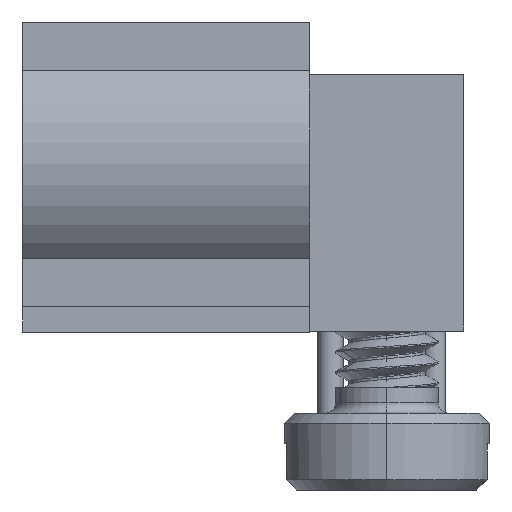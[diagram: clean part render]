
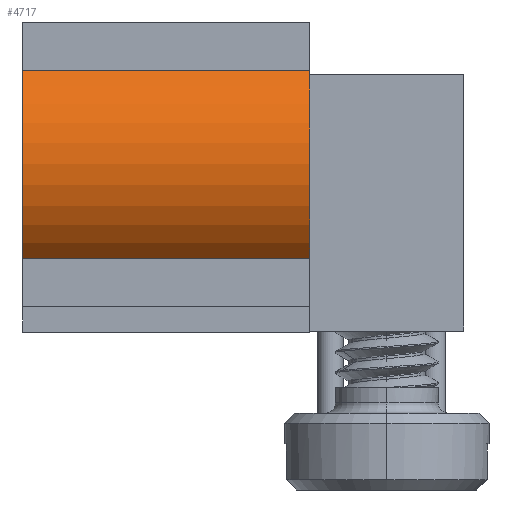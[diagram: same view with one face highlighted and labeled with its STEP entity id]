
A CAD part, left-side view. The second image highlights one B-rep face of the part: STEP entity #4717.
In plain terms, the highlighted cylindrical face has radius 2.5 mm (diameter 5 mm), a partial arc.
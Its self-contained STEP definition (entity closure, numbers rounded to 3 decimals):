
#80=CARTESIAN_POINT('',(-7.5,3.4,0.));
#81=DIRECTION('',(0.,-1.,0.));
#82=DIRECTION('',(-0.68,0.,0.733));
#83=AXIS2_PLACEMENT_3D('',#80,#81,#82);
#566=CARTESIAN_POINT('',(-7.5,-2.2,0.));
#567=DIRECTION('',(0.,-1.,0.));
#568=DIRECTION('',(-0.68,0.,0.733));
#569=AXIS2_PLACEMENT_3D('',#566,#567,#568);
#2335=DIRECTION('',(0.,-1.,0.));
#2336=VECTOR('',#2335,5.6);
#2337=CARTESIAN_POINT('',(-9.2,3.4,1.833));
#2338=LINE('',#2337,#2336);
#2342=DIRECTION('',(0.,-1.,0.));
#2343=VECTOR('',#2342,5.6);
#2344=CARTESIAN_POINT('',(-9.2,3.4,-1.833));
#2345=LINE('',#2344,#2343);
#2659=CARTESIAN_POINT('',(-9.2,3.4,1.833));
#2661=VERTEX_POINT('',#2659);
#2662=CARTESIAN_POINT('',(-9.2,3.4,-1.833));
#2663=VERTEX_POINT('',#2662);
#2668=CARTESIAN_POINT('',(-9.2,-2.2,1.833));
#2669=VERTEX_POINT('',#2668);
#2670=CARTESIAN_POINT('',(-9.2,-2.2,-1.833));
#2671=VERTEX_POINT('',#2670);
#4705=CARTESIAN_POINT('',(-7.5,3.4,0.));
#4706=DIRECTION('',(0.,-1.,0.));
#4707=DIRECTION('',(-1.,0.,0.));
#4708=AXIS2_PLACEMENT_3D('',#4705,#4706,#4707);
#4709=CYLINDRICAL_SURFACE('',#4708,2.5);
#4710=ORIENTED_EDGE('',*,*,#2783,.F.);
#4711=ORIENTED_EDGE('',*,*,#4700,.T.);
#4712=ORIENTED_EDGE('',*,*,#3105,.T.);
#4714=ORIENTED_EDGE('',*,*,#4713,.F.);
#4715=EDGE_LOOP('',(#4710,#4711,#4712,#4714));
#4716=FACE_OUTER_BOUND('',#4715,.F.);
#4717=ADVANCED_FACE('',(#4716),#4709,.T.);
#84=CIRCLE('',#83,2.5);
#570=CIRCLE('',#569,2.5);
#2783=EDGE_CURVE('',#2661,#2663,#84,.T.);
#3105=EDGE_CURVE('',#2669,#2671,#570,.T.);
#4700=EDGE_CURVE('',#2661,#2669,#2338,.T.);
#4713=EDGE_CURVE('',#2663,#2671,#2345,.T.);
